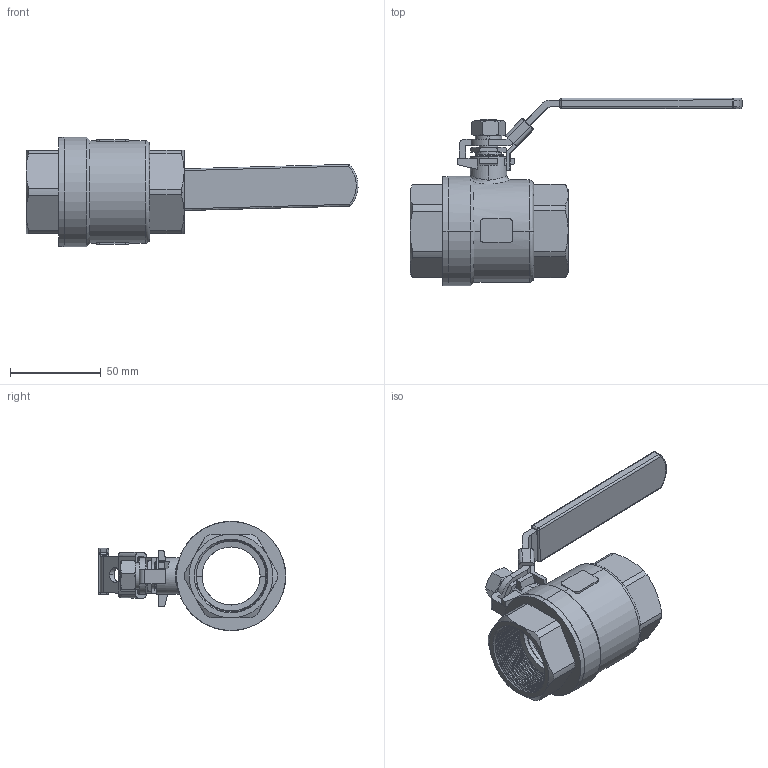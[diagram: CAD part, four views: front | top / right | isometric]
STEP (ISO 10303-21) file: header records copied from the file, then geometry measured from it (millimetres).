
FILE_DESCRIPTION (( 'STEP AP214' ), '1' );
FILE_NAME ('DN32轻型两片式球阀装配图.STEP', '2023-11-14T00:24:49', ( 'Windows User' ), ( 'P R C' ), 'SwSTEP 2.0', 'SolidWorks 2016', '' );
FILE_SCHEMA (( 'AUTOMOTIVE_DESIGN' ));
Length unit declared in the file: millimetre
Products named in the file (14): DN32轻型两片式球阀装配图; 蹟譫M10-1.25-1.5; 1.25湮え; 1.25-1.5СƬ; 1.25球; 1.25-1.5笢粣; 1.25-1.5笢諳; 1.25概裔; 1.25-1.5參忒; 1.25-1.5跡擘; 1.25球垫; 1.25概极; 1.25-1.5參忒杶; M10粟菜
Assembly tree (14 placements, depth 2):
  DN32轻型两片式球阀装配图
    1.25概极
    1.25概裔
    1.25-1.5參忒
    蹟譫M10-1.25-1.5
    M10粟菜
    1.25-1.5參忒杶
    1.25湮え
    1.25-1.5跡擘
    1.25球
    1.25球垫  x2
    1.25-1.5СƬ
    1.25-1.5笢諳
    1.25-1.5笢粣
Bounding box: 182.63 x 103.19 x 60.2 mm (x, y, z)
Volume: 129321.5 mm3; surface area: 86706.3 mm2
Topology: 17 solids, 17 shells, 554 faces, 1441 edges, 927 vertices
Faces by surface type: cylinder 249, plane 157, bspline 74, cone 74
Entity records: 37908 total; most frequent: CARTESIAN_POINT 25320, ORIENTED_EDGE 2824, DIRECTION 2155, EDGE_CURVE 1412, VERTEX_POINT 914, AXIS2_PLACEMENT_3D 799, EDGE_LOOP 582, LINE 557
